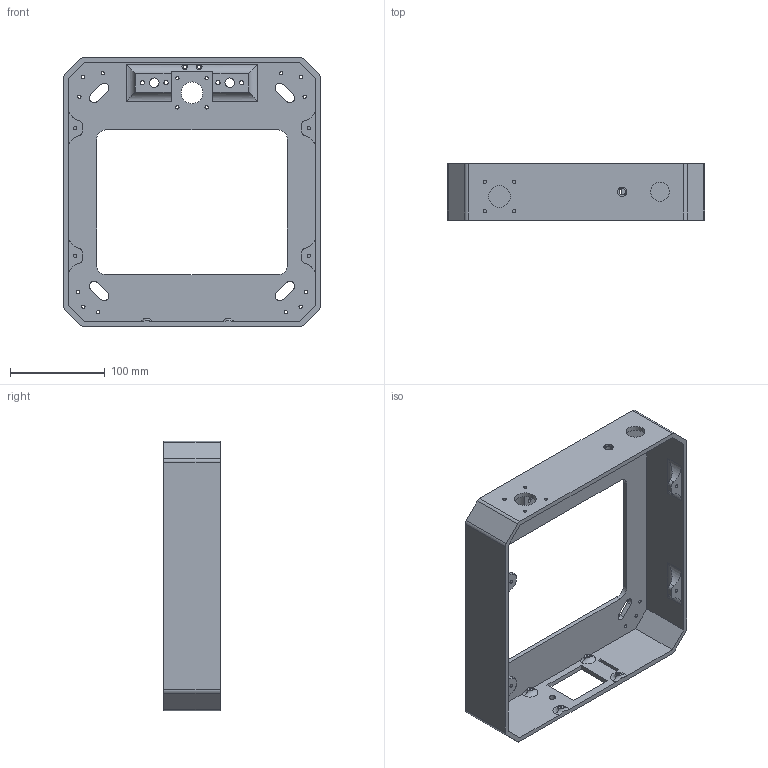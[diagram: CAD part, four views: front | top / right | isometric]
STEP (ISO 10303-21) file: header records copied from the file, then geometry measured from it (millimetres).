
FILE_DESCRIPTION (( 'STEP AP203' ), '1' );
FILE_NAME ('菁攫.step', '2020-08-13T07:35:19', ( '' ), ( '' ), 'SwSTEP 2.0', 'SolidWorks 2018', '' );
FILE_SCHEMA (( 'CONFIG_CONTROL_DESIGN' ));
Length unit declared in the file: millimetre
Products named in the file (1): 菁攫
Bounding box: 272 x 60.08 x 285 mm (x, y, z)
Volume: 521042.6 mm3; surface area: 217505 mm2
Topology: 1 solids, 1 shells, 272 faces, 753 edges, 502 vertices
Faces by surface type: cylinder 133, plane 131, torus 8
Entity records: 9178 total; most frequent: CARTESIAN_POINT 1824, DIRECTION 1515, ORIENTED_EDGE 1506, EDGE_CURVE 753, AXIS2_PLACEMENT_3D 537, VERTEX_POINT 502, VECTOR 441, LINE 441
